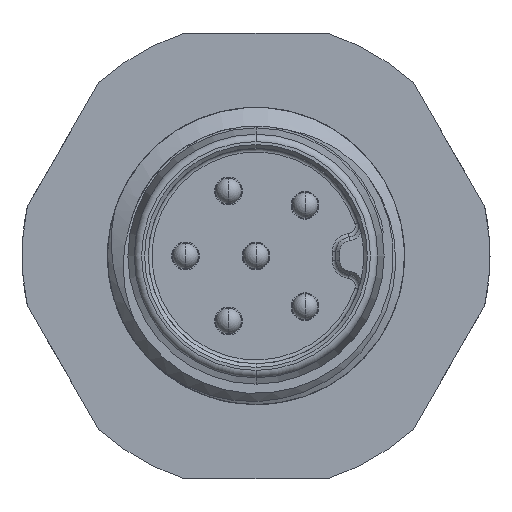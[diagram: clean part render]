
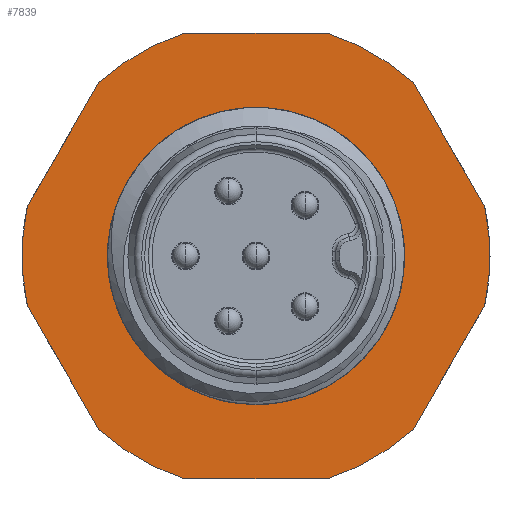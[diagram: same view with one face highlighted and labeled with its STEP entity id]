
A CAD part, left-side view. The second image highlights one B-rep face of the part: STEP entity #7839.
In plain terms, the highlighted planar face has unit normal (-1, 0, 0).
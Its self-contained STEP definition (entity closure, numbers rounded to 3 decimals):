
#4109=CARTESIAN_POINT('',(6.5,0.,0.));
#4110=DIRECTION('',(-1.,0.,0.));
#4111=DIRECTION('',(0.,0.,-1.));
#4112=AXIS2_PLACEMENT_3D('',#4109,#4110,#4111);
#4272=CARTESIAN_POINT('',(6.5,0.,0.));
#4273=DIRECTION('',(-1.,0.,0.));
#4274=DIRECTION('',(0.,-0.977,-0.212));
#4275=AXIS2_PLACEMENT_3D('',#4272,#4273,#4274);
#4277=DIRECTION('',(0.,-0.5,0.866));
#4278=VECTOR('',#4277,3.842);
#4279=CARTESIAN_POINT('',(6.5,-4.236,-4.664));
#4280=LINE('',#4279,#4278);
#4281=CARTESIAN_POINT('',(6.5,0.,0.));
#4282=DIRECTION('',(-1.,0.,0.));
#4283=DIRECTION('',(0.,-0.305,-0.952));
#4284=AXIS2_PLACEMENT_3D('',#4281,#4282,#4283);
#4286=DIRECTION('',(0.,-1.,0.));
#4287=VECTOR('',#4286,3.842);
#4288=CARTESIAN_POINT('',(6.5,1.921,-6.));
#4289=LINE('',#4288,#4287);
#4290=CARTESIAN_POINT('',(6.5,0.,0.));
#4291=DIRECTION('',(-1.,0.,0.));
#4292=DIRECTION('',(0.,0.672,-0.74));
#4293=AXIS2_PLACEMENT_3D('',#4290,#4291,#4292);
#4295=DIRECTION('',(0.,-0.5,-0.866));
#4296=VECTOR('',#4295,3.842);
#4297=CARTESIAN_POINT('',(6.5,6.157,-1.336));
#4298=LINE('',#4297,#4296);
#4299=CARTESIAN_POINT('',(6.5,0.,0.));
#4300=DIRECTION('',(-1.,0.,0.));
#4301=DIRECTION('',(0.,0.977,0.212));
#4302=AXIS2_PLACEMENT_3D('',#4299,#4300,#4301);
#4304=DIRECTION('',(0.,0.5,-0.866));
#4305=VECTOR('',#4304,3.842);
#4306=CARTESIAN_POINT('',(6.5,4.236,4.664));
#4307=LINE('',#4306,#4305);
#4308=CARTESIAN_POINT('',(6.5,0.,0.));
#4309=DIRECTION('',(-1.,0.,0.));
#4310=DIRECTION('',(0.,0.305,0.952));
#4311=AXIS2_PLACEMENT_3D('',#4308,#4309,#4310);
#4313=DIRECTION('',(0.,1.,0.));
#4314=VECTOR('',#4313,3.842);
#4315=CARTESIAN_POINT('',(6.5,-1.921,6.));
#4316=LINE('',#4315,#4314);
#4317=CARTESIAN_POINT('',(6.5,0.,0.));
#4318=DIRECTION('',(-1.,0.,0.));
#4319=DIRECTION('',(0.,-0.672,0.74));
#4320=AXIS2_PLACEMENT_3D('',#4317,#4318,#4319);
#4322=DIRECTION('',(0.,0.5,0.866));
#4323=VECTOR('',#4322,3.842);
#4324=CARTESIAN_POINT('',(6.5,-6.157,1.336));
#4325=LINE('',#4324,#4323);
#6765=CARTESIAN_POINT('',(6.5,0.,0.));
#6766=DIRECTION('',(-1.,0.,0.));
#6767=DIRECTION('',(0.,0.,1.));
#6768=AXIS2_PLACEMENT_3D('',#6765,#6766,#6767);
#6874=CARTESIAN_POINT('',(6.5,-6.157,-1.336));
#6875=CARTESIAN_POINT('',(6.5,-6.157,1.336));
#6876=VERTEX_POINT('',#6874);
#6877=VERTEX_POINT('',#6875);
#6878=CARTESIAN_POINT('',(6.5,-4.236,4.664));
#6879=VERTEX_POINT('',#6878);
#6880=CARTESIAN_POINT('',(6.5,-1.921,6.));
#6881=VERTEX_POINT('',#6880);
#6882=CARTESIAN_POINT('',(6.5,1.921,6.));
#6883=VERTEX_POINT('',#6882);
#6884=CARTESIAN_POINT('',(6.5,4.236,4.664));
#6885=VERTEX_POINT('',#6884);
#6886=CARTESIAN_POINT('',(6.5,6.157,1.336));
#6887=VERTEX_POINT('',#6886);
#6888=CARTESIAN_POINT('',(6.5,6.157,-1.336));
#6889=VERTEX_POINT('',#6888);
#6890=CARTESIAN_POINT('',(6.5,4.236,-4.664));
#6891=VERTEX_POINT('',#6890);
#6892=CARTESIAN_POINT('',(6.5,1.921,-6.));
#6893=VERTEX_POINT('',#6892);
#6894=CARTESIAN_POINT('',(6.5,-1.921,-6.));
#6895=VERTEX_POINT('',#6894);
#6896=CARTESIAN_POINT('',(6.5,-4.236,-4.664));
#6897=VERTEX_POINT('',#6896);
#6914=CARTESIAN_POINT('',(6.5,0.,4.));
#6916=VERTEX_POINT('',#6914);
#6927=CARTESIAN_POINT('',(6.5,0.,-4.));
#6928=VERTEX_POINT('',#6927);
#7803=CARTESIAN_POINT('',(6.5,0.,0.));
#7804=DIRECTION('',(-1.,0.,0.));
#7805=DIRECTION('',(0.,0.,-1.));
#7806=AXIS2_PLACEMENT_3D('',#7803,#7804,#7805);
#7807=PLANE('',#7806);
#7809=ORIENTED_EDGE('',*,*,#7808,.F.);
#7811=ORIENTED_EDGE('',*,*,#7810,.F.);
#7813=ORIENTED_EDGE('',*,*,#7812,.F.);
#7815=ORIENTED_EDGE('',*,*,#7814,.F.);
#7817=ORIENTED_EDGE('',*,*,#7816,.F.);
#7819=ORIENTED_EDGE('',*,*,#7818,.F.);
#7821=ORIENTED_EDGE('',*,*,#7820,.F.);
#7823=ORIENTED_EDGE('',*,*,#7822,.F.);
#7825=ORIENTED_EDGE('',*,*,#7824,.F.);
#7827=ORIENTED_EDGE('',*,*,#7826,.F.);
#7829=ORIENTED_EDGE('',*,*,#7828,.F.);
#7831=ORIENTED_EDGE('',*,*,#7830,.F.);
#7832=EDGE_LOOP('',(#7809,#7811,#7813,#7815,#7817,#7819,#7821,#7823,#7825,#7827,
#7829,#7831));
#7833=FACE_OUTER_BOUND('',#7832,.F.);
#7834=ORIENTED_EDGE('',*,*,#7766,.T.);
#7836=ORIENTED_EDGE('',*,*,#7835,.T.);
#7837=EDGE_LOOP('',(#7834,#7836));
#7838=FACE_BOUND('',#7837,.F.);
#4113=CIRCLE('',#4112,4.);
#4276=CIRCLE('',#4275,6.3);
#4285=CIRCLE('',#4284,6.3);
#4294=CIRCLE('',#4293,6.3);
#4303=CIRCLE('',#4302,6.3);
#4312=CIRCLE('',#4311,6.3);
#4321=CIRCLE('',#4320,6.3);
#6769=CIRCLE('',#6768,4.);
#7766=EDGE_CURVE('',#6928,#6916,#4113,.T.);
#7808=EDGE_CURVE('',#6876,#6877,#4276,.T.);
#7810=EDGE_CURVE('',#6897,#6876,#4280,.T.);
#7812=EDGE_CURVE('',#6895,#6897,#4285,.T.);
#7814=EDGE_CURVE('',#6893,#6895,#4289,.T.);
#7816=EDGE_CURVE('',#6891,#6893,#4294,.T.);
#7818=EDGE_CURVE('',#6889,#6891,#4298,.T.);
#7820=EDGE_CURVE('',#6887,#6889,#4303,.T.);
#7822=EDGE_CURVE('',#6885,#6887,#4307,.T.);
#7824=EDGE_CURVE('',#6883,#6885,#4312,.T.);
#7826=EDGE_CURVE('',#6881,#6883,#4316,.T.);
#7828=EDGE_CURVE('',#6879,#6881,#4321,.T.);
#7830=EDGE_CURVE('',#6877,#6879,#4325,.T.);
#7835=EDGE_CURVE('',#6916,#6928,#6769,.T.);
#7839=ADVANCED_FACE('',(#7833,#7838),#7807,.T.);
